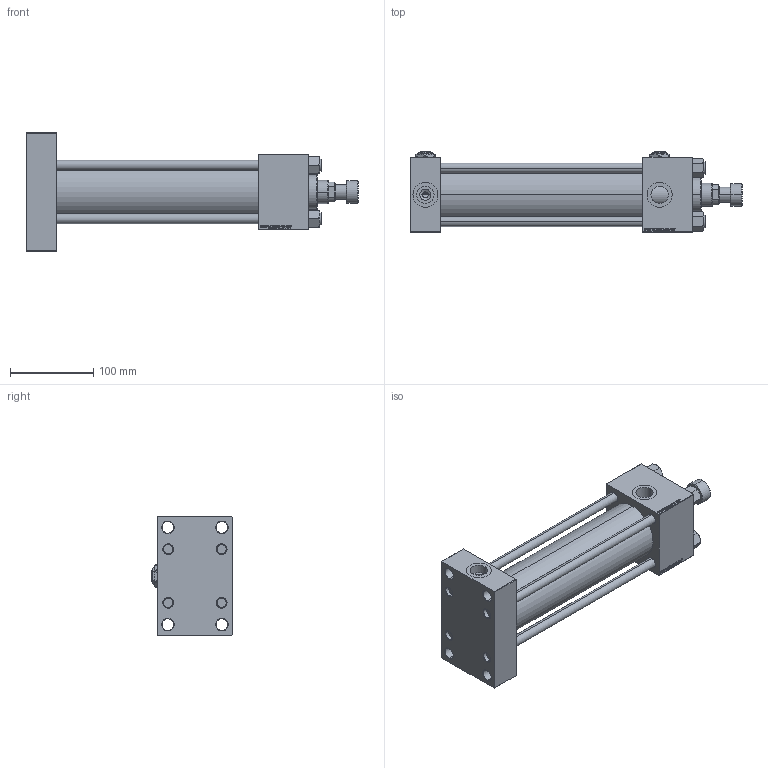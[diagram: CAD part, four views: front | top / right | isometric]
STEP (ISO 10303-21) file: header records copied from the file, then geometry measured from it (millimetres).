
FILE_DESCRIPTION (( 'STEP AP203' ), '1' );
FILE_NAME ('5a6c.STEP', '2023-08-22T23:20:36', ( '' ), ( '' ), 'SwSTEP 2.0', 'SolidWorks 2019', '' );
FILE_SCHEMA (( 'CONFIG_CONTROL_DESIGN' ));
Length unit declared in the file: millimetre
Products named in the file (8): V215CR_VCP_E 534475d00470500b5318c666de02cdd0; 5a6c; NUT_M5_E 534475d00470500b5318c666de02cdd0; Zatka_pro_OIL_PORT 534475d00470500b5318c666de02cdd0; V215_VC_A 534475d00470500b5318c666de02cdd0; V215CR_TYCINKA_E 534475d00470500b5318c666de02cdd0; V215CR_E_Body 534475d00470500b5318c666de02cdd0; V215CR_ROD_END_F 534475d00470500b5318c666de02cdd0
Assembly tree (14 placements, depth 2):
  5a6c
    V215CR_E_Body 534475d00470500b5318c666de02cdd0
    V215CR_VCP_E 534475d00470500b5318c666de02cdd0
    V215CR_TYCINKA_E 534475d00470500b5318c666de02cdd0  x4
    NUT_M5_E 534475d00470500b5318c666de02cdd0  x4
    V215_VC_A 534475d00470500b5318c666de02cdd0
    V215CR_ROD_END_F 534475d00470500b5318c666de02cdd0
    Zatka_pro_OIL_PORT 534475d00470500b5318c666de02cdd0  x2
Bounding box: 399 x 97 x 142 mm (x, y, z)
Volume: 1420976 mm3; surface area: 334904 mm2
Topology: 14 solids, 14 shells, 1251 faces, 3122 edges, 2010 vertices
Faces by surface type: plane 550, bspline 392, cone 196, cylinder 101, torus 12
Entity records: 52563 total; most frequent: CARTESIAN_POINT 27786, ORIENTED_EDGE 5544, DIRECTION 3608, EDGE_CURVE 2772, VERTEX_POINT 1808, LINE 1614, VECTOR 1614, EDGE_LOOP 1230
